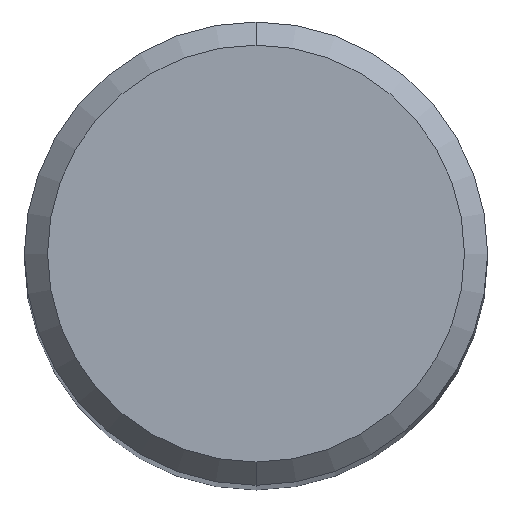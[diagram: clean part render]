
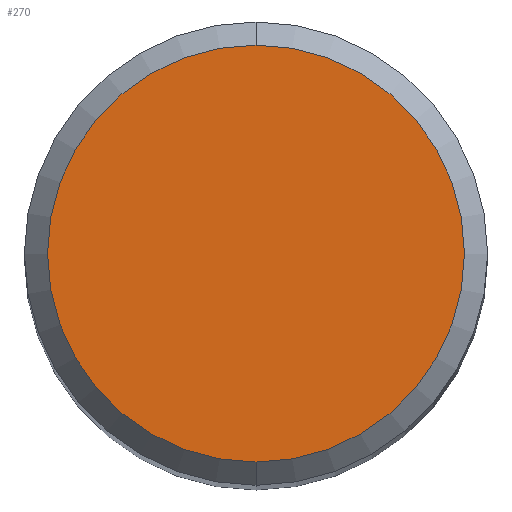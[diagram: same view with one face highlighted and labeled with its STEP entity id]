
A CAD part, top view. The second image highlights one B-rep face of the part: STEP entity #270.
In plain terms, the highlighted planar face has unit normal (0, 0, 1).
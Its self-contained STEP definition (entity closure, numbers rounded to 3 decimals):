
#220=EDGE_CURVE('',#266,#260,#529,.T.);
#260=VERTEX_POINT('',#573);
#266=VERTEX_POINT('',#581);
#270=ADVANCED_FACE('',(#585),#586,.T.);
#334=EDGE_CURVE('',#260,#266,#655,.T.);
#529=CIRCLE('',#872,4.5);
#573=CARTESIAN_POINT('',(0.0,4.5,0.0));
#581=CARTESIAN_POINT('',(0.,-4.5,0.0));
#585=FACE_OUTER_BOUND('',#1034,.T.);
#586=PLANE('',#1035);
#655=CIRCLE('',#1175,4.5);
#872=AXIS2_PLACEMENT_3D('',#1544,#1545,#1546);
#1034=EDGE_LOOP('',(#1597,#1598));
#1035=AXIS2_PLACEMENT_3D('',#1599,#1600,#1601);
#1175=AXIS2_PLACEMENT_3D('',#1655,#1656,#1657);
#1544=CARTESIAN_POINT('',(0.0,0.0,0.0));
#1545=DIRECTION('',(0.0,0.0,-1.0));
#1546=DIRECTION('',(0.0,1.0,0.0));
#1597=ORIENTED_EDGE('',*,*,#334,.F.);
#1598=ORIENTED_EDGE('',*,*,#220,.F.);
#1599=CARTESIAN_POINT('',(0.0,2.25,0.0));
#1600=DIRECTION('',(-0.0,0.0,1.0));
#1601=DIRECTION('',(0.0,-1.0,0.0));
#1655=CARTESIAN_POINT('',(0.0,0.0,0.0));
#1656=DIRECTION('',(0.0,0.0,-1.0));
#1657=DIRECTION('',(0.0,1.0,0.0));
